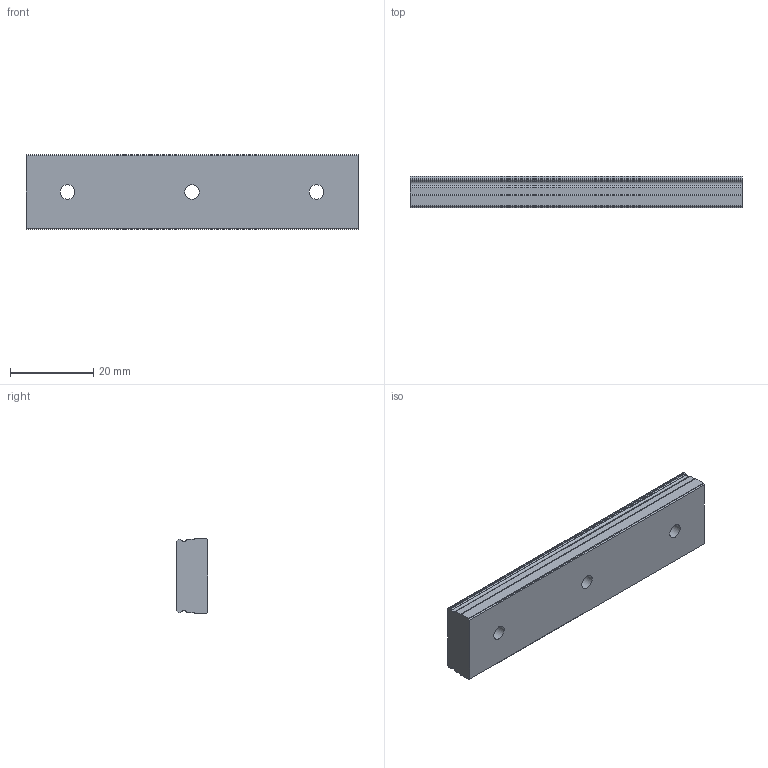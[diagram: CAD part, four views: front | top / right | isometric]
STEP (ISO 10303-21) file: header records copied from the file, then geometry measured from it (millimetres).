
FILE_DESCRIPTION(/* description */ (''),/* implementation_level */ '2;1');
FILE_NAME(/* name */ 'LGMW09L.stp',/* time_stamp */ '2018-10-20T11:09:19+02:00',/* author */ ('nesvadba'),/* organization */ (''),/* preprocessor_version */ 'ST-DEVELOPER v16.1',/* originating_system */ 'Autodesk Inventor 2016',/* authorisation */ '');
FILE_SCHEMA (('AUTOMOTIVE_DESIGN { 1 0 10303 214 3 1 1 }'));
Length unit declared in the file: millimetre
Products named in the file (1): lgm_x_09_w_n_1_aa_l_00080_h_z0_-_0_10_0_1
Bounding box: 80 x 7.5 x 18 mm (x, y, z)
Volume: 10103.8 mm3; surface area: 4600.2 mm2
Topology: 1 solids, 1 shells, 47 faces, 126 edges, 84 vertices
Faces by surface type: cylinder 28, plane 19
Full cylindrical faces by diameter (mm): 3.5 x3, 6 x3
Entity records: 1502 total; most frequent: DIRECTION 272, CARTESIAN_POINT 252, ORIENTED_EDGE 240, EDGE_CURVE 120, AXIS2_PLACEMENT_3D 104, VERTEX_POINT 84, LINE 64, VECTOR 64
